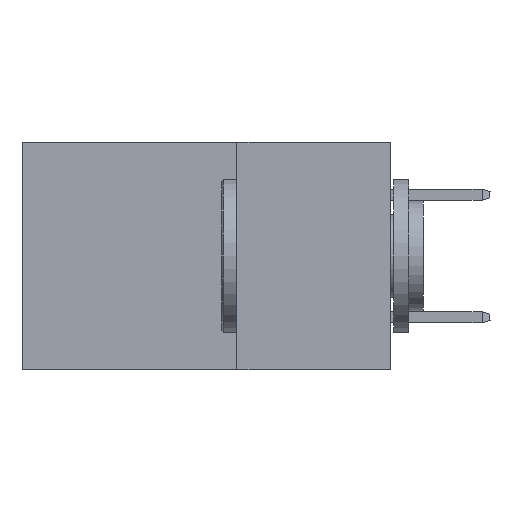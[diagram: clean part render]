
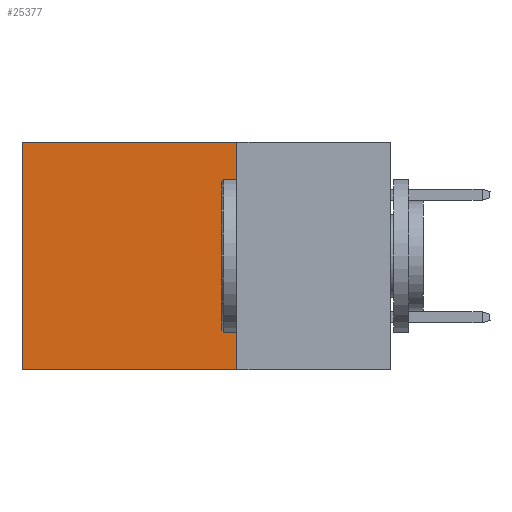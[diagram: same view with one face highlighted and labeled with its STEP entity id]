
A CAD part, left-side view. The second image highlights one B-rep face of the part: STEP entity #25377.
In plain terms, the highlighted planar face has unit normal (-1, 0, 0).
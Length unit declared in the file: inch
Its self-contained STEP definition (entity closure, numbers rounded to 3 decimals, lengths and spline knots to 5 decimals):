
#1172 = CARTESIAN_POINT ( 'NONE',  ( 0.2875, 0.6, 0. ) ) ;
#1635 = FACE_OUTER_BOUND ( 'NONE', #17069, .T. ) ;
#1793 = VERTEX_POINT ( 'NONE', #24334 ) ;
#1898 = LINE ( 'NONE', #20299, #12009 ) ;
#3692 = ORIENTED_EDGE ( 'NONE', *, *, #8072, .T. ) ;
#4165 = CARTESIAN_POINT ( 'NONE',  ( 0.2875, 0.25, 0. ) ) ;
#4886 = EDGE_CURVE ( 'NONE', #16800, #10942, #18260, .T. ) ;
#6417 = CARTESIAN_POINT ( 'NONE',  ( 0.2875, 0.25, -0.37 ) ) ;
#6507 = VERTEX_POINT ( 'NONE', #1172 ) ;
#8072 = EDGE_CURVE ( 'NONE', #6507, #1793, #1898, .T. ) ;
#9981 = DIRECTION ( 'NONE',  ( 0., 0., -1. ) ) ;
#10240 = CARTESIAN_POINT ( 'NONE',  ( 0.2875, 0.25, 0. ) ) ;
#10942 = VERTEX_POINT ( 'NONE', #6417 ) ;
#12009 = VECTOR ( 'NONE', #22800, 39.37008 ) ;
#12764 = DIRECTION ( 'NONE',  ( 0., 1., 0. ) ) ;
#13092 = EDGE_CURVE ( 'NONE', #16800, #6507, #21922, .T. ) ;
#16800 = VERTEX_POINT ( 'NONE', #24762 ) ;
#17069 = EDGE_LOOP ( 'NONE', ( #3692, #22128, #25124, #21059 ) ) ;
#18260 = LINE ( 'NONE', #4165, #20890 ) ;
#18915 = LINE ( 'NONE', #27907, #19669 ) ;
#19040 = AXIS2_PLACEMENT_3D ( 'NONE', #29201, #24257, #24359 ) ;
#19669 = VECTOR ( 'NONE', #22942, 39.37008 ) ;
#20299 = CARTESIAN_POINT ( 'NONE',  ( 0.2875, 0.6, 0. ) ) ;
#20890 = VECTOR ( 'NONE', #9981, 39.37008 ) ;
#21059 = ORIENTED_EDGE ( 'NONE', *, *, #13092, .T. ) ;
#21174 = VECTOR ( 'NONE', #12764, 39.37008 ) ;
#21922 = LINE ( 'NONE', #10240, #21174 ) ;
#22128 = ORIENTED_EDGE ( 'NONE', *, *, #23852, .F. ) ;
#22800 = DIRECTION ( 'NONE',  ( 0., 0., -1. ) ) ;
#22942 = DIRECTION ( 'NONE',  ( 0., 1., 0. ) ) ;
#23852 = EDGE_CURVE ( 'NONE', #10942, #1793, #18915, .T. ) ;
#24257 = DIRECTION ( 'NONE',  ( 1., 0., 0. ) ) ;
#24334 = CARTESIAN_POINT ( 'NONE',  ( 0.2875, 0.6, -0.37 ) ) ;
#24359 = DIRECTION ( 'NONE',  ( 0., 0., -1. ) ) ;
#24573 = PLANE ( 'NONE',  #19040 ) ;
#24762 = CARTESIAN_POINT ( 'NONE',  ( 0.2875, 0.25, 0. ) ) ;
#25124 = ORIENTED_EDGE ( 'NONE', *, *, #4886, .F. ) ;
#25377 = ADVANCED_FACE ( 'NONE', ( #1635 ), #24573, .F. ) ;
#27907 = CARTESIAN_POINT ( 'NONE',  ( 0.2875, 0.25, -0.37 ) ) ;
#29201 = CARTESIAN_POINT ( 'NONE',  ( 0.2875, 0.25, 0. ) ) ;
